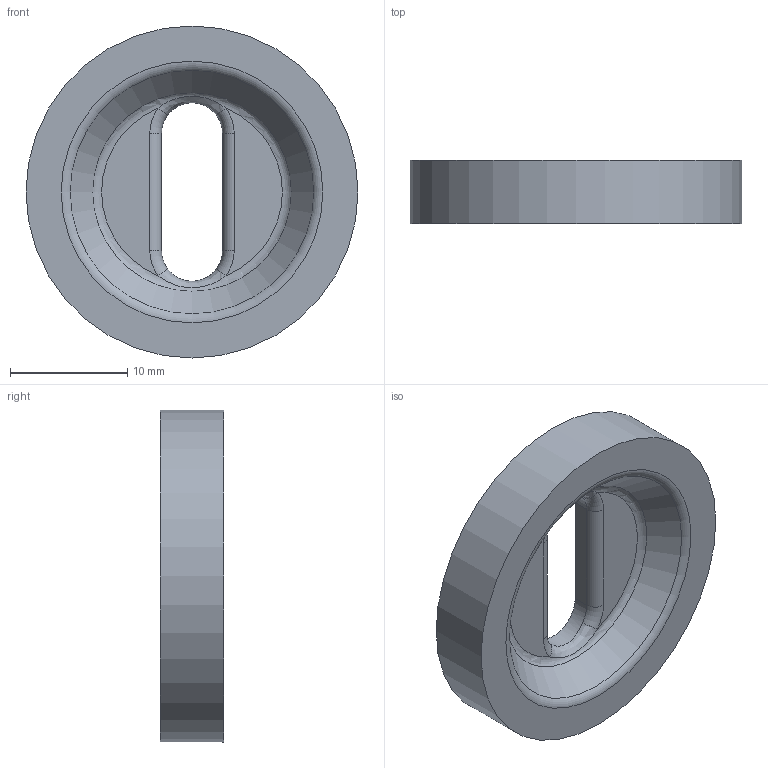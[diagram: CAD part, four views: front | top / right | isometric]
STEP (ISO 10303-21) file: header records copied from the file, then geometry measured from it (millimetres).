
FILE_DESCRIPTION(/* description */ (''),/* implementation_level */ '2;1');
FILE_NAME(/* name */ 'Attached Part.step',/* time_stamp */ '2022-09-18T13:53:43-06:00',/* author */ (''),/* organization */ (''),/* preprocessor_version */ 'ST-DEVELOPER v19',/* originating_system */ 'Autodesk Translation Framework v11.7.0.108',/* authorisation */ '');
FILE_SCHEMA (('AUTOMOTIVE_DESIGN { 1 0 10303 214 3 1 1 }'));
Length unit declared in the file: millimetre
Products named in the file (1): Attached Part
Bounding box: 28.28 x 5.4 x 28.28 mm (x, y, z)
Volume: 2367.1 mm3; surface area: 1738.7 mm2
Topology: 1 solids, 1 shells, 20 faces, 44 edges, 26 vertices
Faces by surface type: torus 6, plane 6, cylinder 5, bspline 2, cone 1
Full cylindrical faces by diameter (mm): 28.284 x1
Entity records: 678 total; most frequent: CARTESIAN_POINT 186, DIRECTION 104, ORIENTED_EDGE 88, AXIS2_PLACEMENT_3D 46, EDGE_CURVE 44, CIRCLE 27, VERTEX_POINT 26, EDGE_LOOP 22
